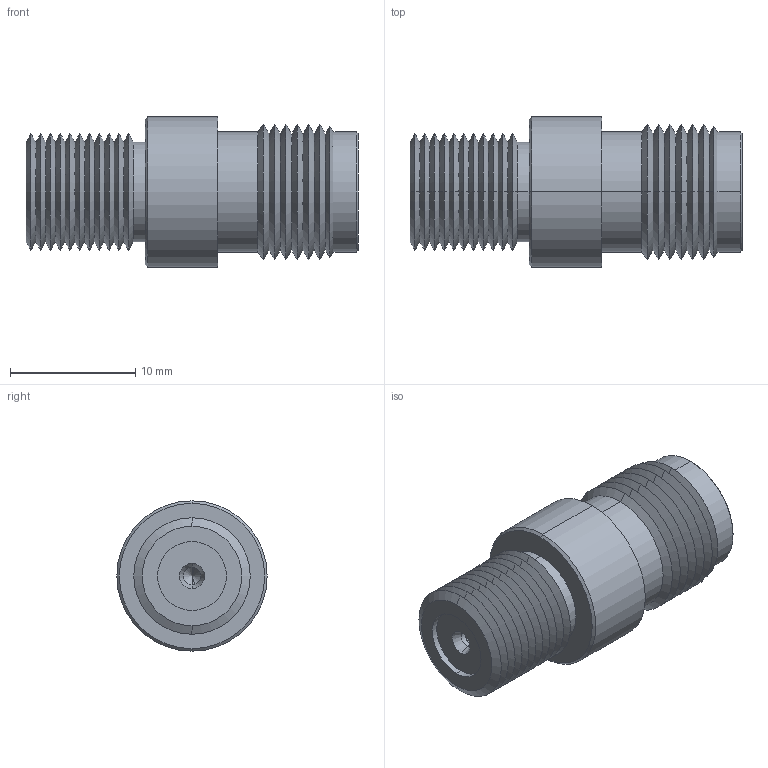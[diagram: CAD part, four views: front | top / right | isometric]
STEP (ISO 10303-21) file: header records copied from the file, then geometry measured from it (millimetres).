
FILE_DESCRIPTION (( 'STEP AP203' ), '1' );
FILE_NAME ('BA127.STEP', '2014-10-03T17:42:06', ( 'x' ), ( '' ), 'SwSTEP 2.0', 'SolidWorks 2014', '' );
FILE_SCHEMA (( 'CONFIG_CONTROL_DESIGN' ));
Length unit declared in the file: millimetre
Products named in the file (1): BA127
Bounding box: 26.5 x 12 x 12 mm (x, y, z)
Volume: 1542.7 mm3; surface area: 2225.1 mm2
Topology: 2 solids, 2 shells, 171 faces, 354 edges, 193 vertices
Faces by surface type: cone 114, plane 29, cylinder 28
Entity records: 4547 total; most frequent: DIRECTION 858, CARTESIAN_POINT 809, ORIENTED_EDGE 696, AXIS2_PLACEMENT_3D 354, EDGE_CURVE 348, VERTEX_POINT 193, EDGE_LOOP 183, CIRCLE 182
